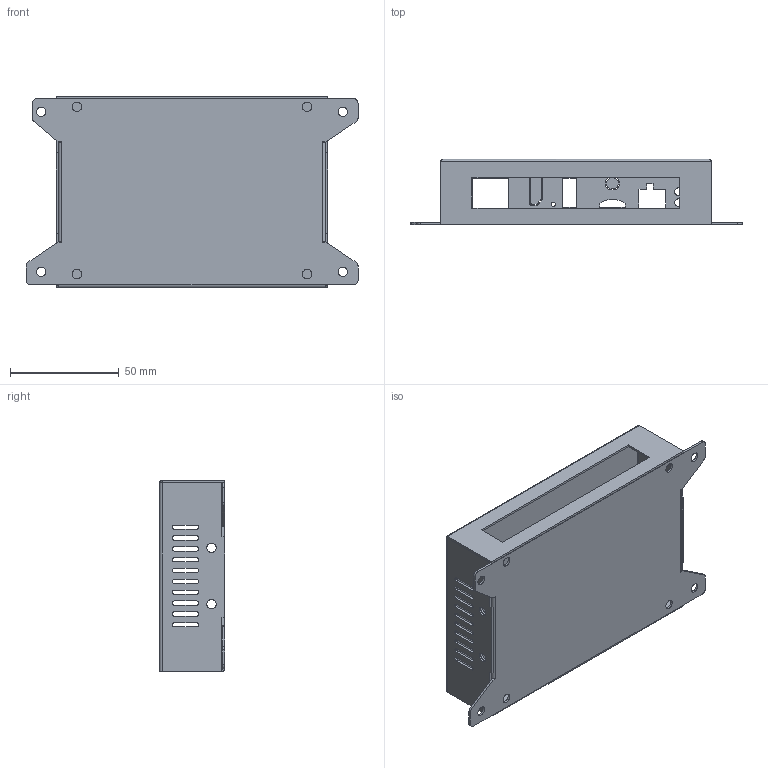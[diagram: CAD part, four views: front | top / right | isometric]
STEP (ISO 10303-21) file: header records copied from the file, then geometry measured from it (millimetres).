
FILE_DESCRIPTION (( 'STEP AP203' ), '1' );
FILE_NAME ('S16B.STEP', '2023-05-16T09:00:27', ( '微软用户' ), ( '微软中国' ), 'SwSTEP 2.0', 'SolidWorks 2018', '' );
FILE_SCHEMA (( 'CONFIG_CONTROL_DESIGN' ));
Length unit declared in the file: millimetre
Products named in the file (3): 狟褲; 奻褲; S16B
Assembly tree (2 placements, depth 2):
  S16B
    狟褲
    奻褲
Bounding box: 153 x 30 x 88 mm (x, y, z)
Volume: 32670.5 mm3; surface area: 67822 mm2
Topology: 2 solids, 2 shells, 299 faces, 837 edges, 542 vertices
Faces by surface type: plane 168, cylinder 127, bspline 4
Entity records: 10192 total; most frequent: CARTESIAN_POINT 1825, ORIENTED_EDGE 1674, DIRECTION 1669, EDGE_CURVE 837, LINE 577, VECTOR 577, AXIS2_PLACEMENT_3D 546, VERTEX_POINT 542
